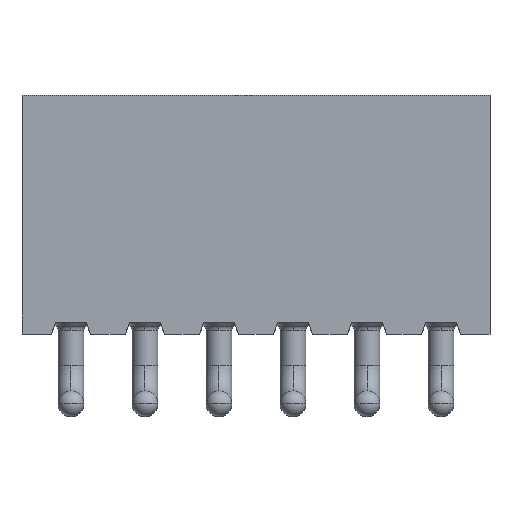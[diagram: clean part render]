
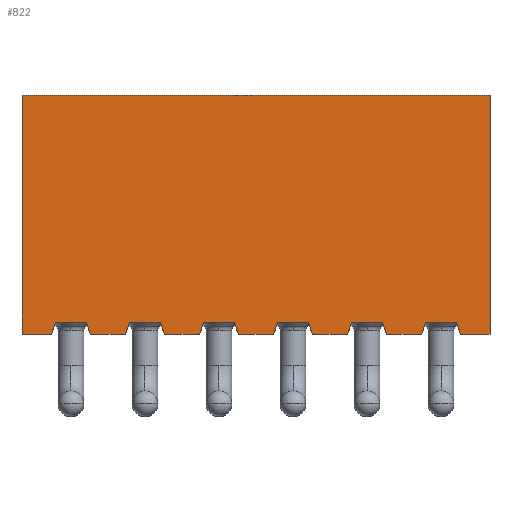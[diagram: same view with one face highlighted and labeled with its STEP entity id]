
A CAD part, top view. The second image highlights one B-rep face of the part: STEP entity #822.
In plain terms, the highlighted planar face has unit normal (0, 0, 1).
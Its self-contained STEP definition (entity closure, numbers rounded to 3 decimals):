
#822=ADVANCED_FACE('',(#1652),#1653,.T.);
#1652=FACE_OUTER_BOUND('',#2481,.T.);
#1653=PLANE('',#2482);
#2481=EDGE_LOOP('',(#4777,#4778,#4779,#4780,#4781,#4782,#4783,#4784,#4785,#4786,#4787,#4788,#4789,#4790,#4791,#4792,#4793,#4794,#4795,#4796,#4797,#4798,#4799,#4800,#4801,#4802,#4803,#4804));
#2482=AXIS2_PLACEMENT_3D('',#4805,#4806,#4807);
#4777=ORIENTED_EDGE('',*,*,#5524,.T.);
#4778=ORIENTED_EDGE('',*,*,#5545,.T.);
#4779=ORIENTED_EDGE('',*,*,#5739,.T.);
#4780=ORIENTED_EDGE('',*,*,#5740,.T.);
#4781=ORIENTED_EDGE('',*,*,#5736,.T.);
#4782=ORIENTED_EDGE('',*,*,#5723,.T.);
#4783=ORIENTED_EDGE('',*,*,#5719,.T.);
#4784=ORIENTED_EDGE('',*,*,#5598,.T.);
#4785=ORIENTED_EDGE('',*,*,#5714,.T.);
#4786=ORIENTED_EDGE('',*,*,#5702,.T.);
#4787=ORIENTED_EDGE('',*,*,#5698,.T.);
#4788=ORIENTED_EDGE('',*,*,#5594,.T.);
#4789=ORIENTED_EDGE('',*,*,#5693,.T.);
#4790=ORIENTED_EDGE('',*,*,#5681,.T.);
#4791=ORIENTED_EDGE('',*,*,#5677,.T.);
#4792=ORIENTED_EDGE('',*,*,#5590,.T.);
#4793=ORIENTED_EDGE('',*,*,#5672,.T.);
#4794=ORIENTED_EDGE('',*,*,#5660,.T.);
#4795=ORIENTED_EDGE('',*,*,#5656,.T.);
#4796=ORIENTED_EDGE('',*,*,#5586,.T.);
#4797=ORIENTED_EDGE('',*,*,#5651,.T.);
#4798=ORIENTED_EDGE('',*,*,#5639,.T.);
#4799=ORIENTED_EDGE('',*,*,#5635,.T.);
#4800=ORIENTED_EDGE('',*,*,#5582,.T.);
#4801=ORIENTED_EDGE('',*,*,#5630,.T.);
#4802=ORIENTED_EDGE('',*,*,#5539,.T.);
#4803=ORIENTED_EDGE('',*,*,#5534,.T.);
#4804=ORIENTED_EDGE('',*,*,#5580,.T.);
#4805=CARTESIAN_POINT('',(0.0,2.05,1.1));
#4806=DIRECTION('',(0.0,0.0,1.0));
#4807=DIRECTION('',(1.0,0.0,0.0));
#5524=EDGE_CURVE('',#6708,#6709,#6710,.T.);
#5534=EDGE_CURVE('',#6726,#6727,#6728,.T.);
#5539=EDGE_CURVE('',#6735,#6726,#6736,.T.);
#5545=EDGE_CURVE('',#6709,#6743,#6745,.T.);
#5580=EDGE_CURVE('',#6727,#6708,#6806,.T.);
#5582=EDGE_CURVE('',#6809,#6807,#6810,.T.);
#5586=EDGE_CURVE('',#6817,#6815,#6818,.T.);
#5590=EDGE_CURVE('',#6825,#6823,#6826,.T.);
#5594=EDGE_CURVE('',#6833,#6831,#6834,.T.);
#5598=EDGE_CURVE('',#6841,#6839,#6842,.T.);
#5630=EDGE_CURVE('',#6807,#6735,#6890,.T.);
#5635=EDGE_CURVE('',#6896,#6809,#6897,.T.);
#5639=EDGE_CURVE('',#6902,#6896,#6903,.T.);
#5651=EDGE_CURVE('',#6815,#6902,#6917,.T.);
#5656=EDGE_CURVE('',#6923,#6817,#6924,.T.);
#5660=EDGE_CURVE('',#6929,#6923,#6930,.T.);
#5672=EDGE_CURVE('',#6823,#6929,#6944,.T.);
#5677=EDGE_CURVE('',#6950,#6825,#6951,.T.);
#5681=EDGE_CURVE('',#6956,#6950,#6957,.T.);
#5693=EDGE_CURVE('',#6831,#6956,#6971,.T.);
#5698=EDGE_CURVE('',#6977,#6833,#6978,.T.);
#5702=EDGE_CURVE('',#6983,#6977,#6984,.T.);
#5714=EDGE_CURVE('',#6839,#6983,#6998,.T.);
#5719=EDGE_CURVE('',#7004,#6841,#7005,.T.);
#5723=EDGE_CURVE('',#7010,#7004,#7011,.T.);
#5736=EDGE_CURVE('',#7026,#7010,#7027,.T.);
#5739=EDGE_CURVE('',#6743,#7030,#7031,.T.);
#5740=EDGE_CURVE('',#7030,#7026,#7032,.T.);
#6708=VERTEX_POINT('',#8172);
#6709=VERTEX_POINT('',#8173);
#6710=LINE('',#8174,#8175);
#6726=VERTEX_POINT('',#8198);
#6727=VERTEX_POINT('',#8199);
#6728=LINE('',#8200,#8201);
#6735=VERTEX_POINT('',#8211);
#6736=LINE('',#8212,#8213);
#6743=VERTEX_POINT('',#8223);
#6745=LINE('',#8226,#8227);
#6806=LINE('',#8318,#8319);
#6807=VERTEX_POINT('',#8320);
#6809=VERTEX_POINT('',#8323);
#6810=LINE('',#8324,#8325);
#6815=VERTEX_POINT('',#8332);
#6817=VERTEX_POINT('',#8335);
#6818=LINE('',#8336,#8337);
#6823=VERTEX_POINT('',#8344);
#6825=VERTEX_POINT('',#8347);
#6826=LINE('',#8348,#8349);
#6831=VERTEX_POINT('',#8356);
#6833=VERTEX_POINT('',#8359);
#6834=LINE('',#8360,#8361);
#6839=VERTEX_POINT('',#8368);
#6841=VERTEX_POINT('',#8371);
#6842=LINE('',#8372,#8373);
#6890=LINE('',#8447,#8448);
#6896=VERTEX_POINT('',#8456);
#6897=LINE('',#8457,#8458);
#6902=VERTEX_POINT('',#8465);
#6903=LINE('',#8466,#8467);
#6917=LINE('',#8487,#8488);
#6923=VERTEX_POINT('',#8496);
#6924=LINE('',#8497,#8498);
#6929=VERTEX_POINT('',#8505);
#6930=LINE('',#8506,#8507);
#6944=LINE('',#8527,#8528);
#6950=VERTEX_POINT('',#8536);
#6951=LINE('',#8537,#8538);
#6956=VERTEX_POINT('',#8545);
#6957=LINE('',#8546,#8547);
#6971=LINE('',#8567,#8568);
#6977=VERTEX_POINT('',#8576);
#6978=LINE('',#8577,#8578);
#6983=VERTEX_POINT('',#8585);
#6984=LINE('',#8586,#8587);
#6998=LINE('',#8607,#8608);
#7004=VERTEX_POINT('',#8616);
#7005=LINE('',#8617,#8618);
#7010=VERTEX_POINT('',#8625);
#7011=LINE('',#8626,#8627);
#7026=VERTEX_POINT('',#8649);
#7027=LINE('',#8650,#8651);
#7030=VERTEX_POINT('',#8655);
#7031=LINE('',#8656,#8657);
#7032=LINE('',#8658,#8659);
#8172=CARTESIAN_POINT('',(3.437,0.2,1.1));
#8173=CARTESIAN_POINT('',(3.51,0.0,1.1));
#8174=CARTESIAN_POINT('',(2.957,1.519,1.1));
#8175=VECTOR('',#9736,1.0);
#8198=CARTESIAN_POINT('',(2.84,0.0,1.1));
#8199=CARTESIAN_POINT('',(2.913,0.2,1.1));
#8200=CARTESIAN_POINT('',(3.022,0.499,1.1));
#8201=VECTOR('',#9744,1.0);
#8211=CARTESIAN_POINT('',(2.24,0.0,1.1));
#8212=CARTESIAN_POINT('',(0.0,0.0,1.1));
#8213=VECTOR('',#9748,1.0);
#8223=CARTESIAN_POINT('',(4.015,0.0,1.1));
#8226=CARTESIAN_POINT('',(0.0,0.0,1.1));
#8227=VECTOR('',#9753,1.0);
#8318=CARTESIAN_POINT('',(1.588,0.2,1.1));
#8319=VECTOR('',#9784,1.0);
#8320=CARTESIAN_POINT('',(2.167,0.2,1.1));
#8323=CARTESIAN_POINT('',(1.643,0.2,1.1));
#8324=CARTESIAN_POINT('',(0.953,0.2,1.1));
#8325=VECTOR('',#9786,1.0);
#8332=CARTESIAN_POINT('',(0.897,0.2,1.1));
#8335=CARTESIAN_POINT('',(0.373,0.2,1.1));
#8336=CARTESIAN_POINT('',(0.318,0.2,1.1));
#8337=VECTOR('',#9790,1.0);
#8344=CARTESIAN_POINT('',(-0.373,0.2,1.1));
#8347=CARTESIAN_POINT('',(-0.897,0.2,1.1));
#8348=CARTESIAN_POINT('',(-0.318,0.2,1.1));
#8349=VECTOR('',#9794,1.0);
#8356=CARTESIAN_POINT('',(-1.643,0.2,1.1));
#8359=CARTESIAN_POINT('',(-2.167,0.2,1.1));
#8360=CARTESIAN_POINT('',(-0.953,0.2,1.1));
#8361=VECTOR('',#9798,1.0);
#8368=CARTESIAN_POINT('',(-2.913,0.2,1.1));
#8371=CARTESIAN_POINT('',(-3.437,0.2,1.1));
#8372=CARTESIAN_POINT('',(-1.588,0.2,1.1));
#8373=VECTOR('',#9802,1.0);
#8447=CARTESIAN_POINT('',(1.761,1.315,1.1));
#8448=VECTOR('',#9829,1.0);
#8456=CARTESIAN_POINT('',(1.57,0.0,1.1));
#8457=CARTESIAN_POINT('',(1.826,0.703,1.1));
#8458=VECTOR('',#9832,1.0);
#8465=CARTESIAN_POINT('',(0.97,0.0,1.1));
#8466=CARTESIAN_POINT('',(0.0,0.0,1.1));
#8467=VECTOR('',#9835,1.0);
#8487=CARTESIAN_POINT('',(0.566,1.111,1.1));
#8488=VECTOR('',#9842,1.0);
#8496=CARTESIAN_POINT('',(0.3,0.0,1.1));
#8497=CARTESIAN_POINT('',(0.63,0.907,1.1));
#8498=VECTOR('',#9845,1.0);
#8505=CARTESIAN_POINT('',(-0.3,0.0,1.1));
#8506=CARTESIAN_POINT('',(0.0,0.0,1.1));
#8507=VECTOR('',#9848,1.0);
#8527=CARTESIAN_POINT('',(-0.63,0.907,1.1));
#8528=VECTOR('',#9855,1.0);
#8536=CARTESIAN_POINT('',(-0.97,0.0,1.1));
#8537=CARTESIAN_POINT('',(-0.566,1.111,1.1));
#8538=VECTOR('',#9858,1.0);
#8545=CARTESIAN_POINT('',(-1.57,0.0,1.1));
#8546=CARTESIAN_POINT('',(0.0,0.0,1.1));
#8547=VECTOR('',#9861,1.0);
#8567=CARTESIAN_POINT('',(-1.826,0.703,1.1));
#8568=VECTOR('',#9868,1.0);
#8576=CARTESIAN_POINT('',(-2.24,0.0,1.1));
#8577=CARTESIAN_POINT('',(-1.761,1.315,1.1));
#8578=VECTOR('',#9871,1.0);
#8585=CARTESIAN_POINT('',(-2.84,0.0,1.1));
#8586=CARTESIAN_POINT('',(0.0,0.0,1.1));
#8587=VECTOR('',#9874,1.0);
#8607=CARTESIAN_POINT('',(-3.022,0.499,1.1));
#8608=VECTOR('',#9881,1.0);
#8616=CARTESIAN_POINT('',(-3.51,0.0,1.1));
#8617=CARTESIAN_POINT('',(-2.957,1.519,1.1));
#8618=VECTOR('',#9884,1.0);
#8625=CARTESIAN_POINT('',(-4.015,0.0,1.1));
#8626=CARTESIAN_POINT('',(0.0,0.0,1.1));
#8627=VECTOR('',#9887,1.0);
#8649=CARTESIAN_POINT('',(-4.015,4.1,1.1));
#8650=CARTESIAN_POINT('',(-4.015,2.05,1.1));
#8651=VECTOR('',#9895,1.0);
#8655=CARTESIAN_POINT('',(4.015,4.1,1.1));
#8656=CARTESIAN_POINT('',(4.015,2.05,1.1));
#8657=VECTOR('',#9897,1.0);
#8658=CARTESIAN_POINT('',(0.0,4.1,1.1));
#8659=VECTOR('',#9898,1.0);
#9736=DIRECTION('',(0.342,-0.94,0.0));
#9744=DIRECTION('',(0.342,0.94,-0.0));
#9748=DIRECTION('',(1.0,0.0,0.0));
#9753=DIRECTION('',(1.0,0.0,0.0));
#9784=DIRECTION('',(1.0,0.0,0.0));
#9786=DIRECTION('',(1.0,0.0,0.0));
#9790=DIRECTION('',(1.0,0.0,0.0));
#9794=DIRECTION('',(1.0,0.0,0.0));
#9798=DIRECTION('',(1.0,0.0,0.0));
#9802=DIRECTION('',(1.0,0.0,0.0));
#9829=DIRECTION('',(0.342,-0.94,0.0));
#9832=DIRECTION('',(0.342,0.94,-0.0));
#9835=DIRECTION('',(1.0,0.0,0.0));
#9842=DIRECTION('',(0.342,-0.94,0.0));
#9845=DIRECTION('',(0.342,0.94,-0.0));
#9848=DIRECTION('',(1.0,0.0,0.0));
#9855=DIRECTION('',(0.342,-0.94,0.0));
#9858=DIRECTION('',(0.342,0.94,-0.0));
#9861=DIRECTION('',(1.0,0.0,0.0));
#9868=DIRECTION('',(0.342,-0.94,0.0));
#9871=DIRECTION('',(0.342,0.94,-0.0));
#9874=DIRECTION('',(1.0,0.0,0.0));
#9881=DIRECTION('',(0.342,-0.94,0.0));
#9884=DIRECTION('',(0.342,0.94,-0.0));
#9887=DIRECTION('',(1.0,0.0,0.0));
#9895=DIRECTION('',(0.0,-1.0,0.0));
#9897=DIRECTION('',(0.0,1.0,0.0));
#9898=DIRECTION('',(-1.0,0.0,0.0));
